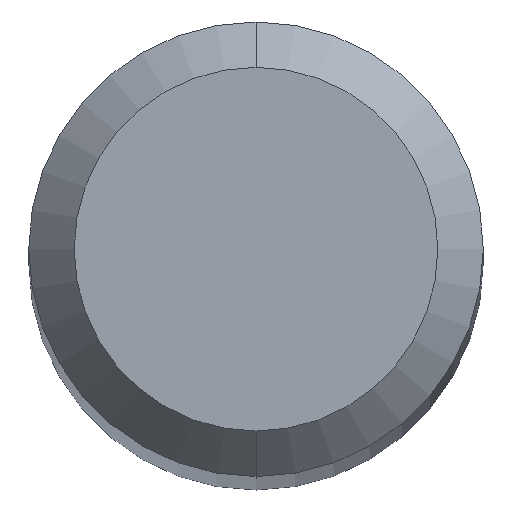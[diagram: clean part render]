
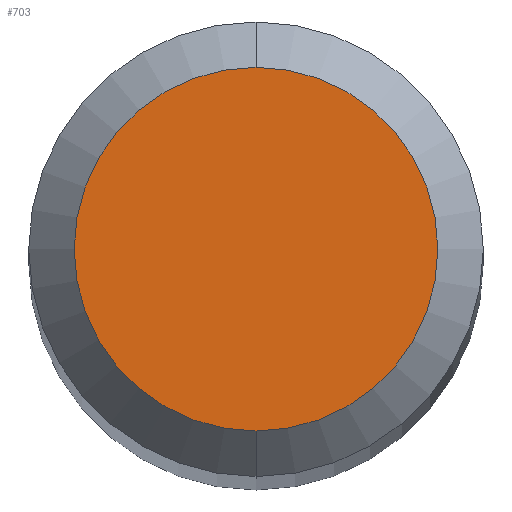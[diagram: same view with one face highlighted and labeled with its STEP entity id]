
A CAD part, top view. The second image highlights one B-rep face of the part: STEP entity #703.
In plain terms, the highlighted planar face has unit normal (0, 0, 1).
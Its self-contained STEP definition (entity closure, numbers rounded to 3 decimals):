
#369=EDGE_CURVE('',#757,#693,#970,.T.);
#693=VERTEX_POINT('',#1325);
#703=ADVANCED_FACE('',(#1335),#1336,.T.);
#757=VERTEX_POINT('',#1394);
#791=EDGE_CURVE('',#693,#757,#1432,.T.);
#970=CIRCLE('',#1639,1.2);
#1325=CARTESIAN_POINT('',(0.,-1.2,0.0));
#1335=FACE_OUTER_BOUND('',#3334,.T.);
#1336=PLANE('',#3335);
#1394=CARTESIAN_POINT('',(0.0,1.2,0.0));
#1432=CIRCLE('',#4638,1.2);
#1639=AXIS2_PLACEMENT_3D('',#5044,#5045,#5046);
#3334=EDGE_LOOP('',(#5403,#5404));
#3335=AXIS2_PLACEMENT_3D('',#5405,#5406,#5407);
#4638=AXIS2_PLACEMENT_3D('',#5508,#5509,#5510);
#5044=CARTESIAN_POINT('',(0.0,0.0,0.0));
#5045=DIRECTION('',(0.0,0.0,-1.0));
#5046=DIRECTION('',(0.0,1.0,0.0));
#5403=ORIENTED_EDGE('',*,*,#369,.F.);
#5404=ORIENTED_EDGE('',*,*,#791,.F.);
#5405=CARTESIAN_POINT('',(0.0,0.6,0.0));
#5406=DIRECTION('',(-0.0,0.0,1.0));
#5407=DIRECTION('',(0.0,-1.0,0.0));
#5508=CARTESIAN_POINT('',(0.0,0.0,0.0));
#5509=DIRECTION('',(0.0,0.0,-1.0));
#5510=DIRECTION('',(0.0,1.0,0.0));
